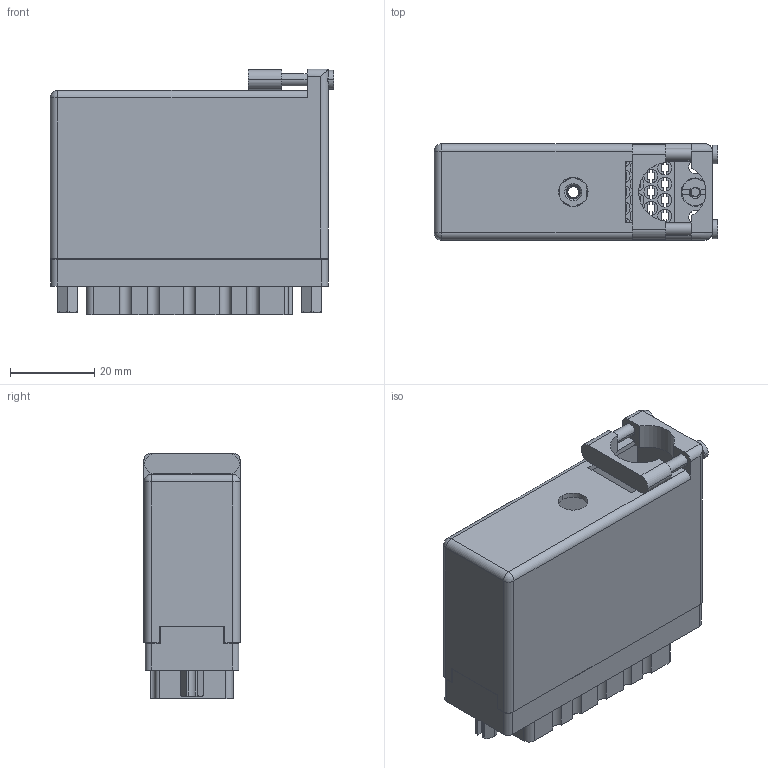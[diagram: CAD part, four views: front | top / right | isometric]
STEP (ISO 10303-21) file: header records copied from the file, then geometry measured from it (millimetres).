
FILE_DESCRIPTION (( 'STEP AP203' ), '1' );
FILE_NAME ('516-056-000-462.STEP', '2020-03-05T20:23:34', ( '' ), ( '' ), 'SwSTEP 2.0', 'SolidWorks 2016', '' );
FILE_SCHEMA (( 'CONFIG_CONTROL_DESIGN' ));
Length unit declared in the file: inch
Products named in the file (7): 516 Part Receptacle_056; 516-252-035-100_516-252-035-100; 516-056-000-462; 516-252-021-102_056; 516-221-038-102_056; 516-221-038-102_057; 516-230-001_Metal - 056 Top Entry
Assembly tree (7 placements, depth 2):
  516-056-000-462
    516 Part Receptacle_056
    516-230-001_Metal - 056 Top Entry
    516-252-021-102_056  x2
    516-221-038-102_056
    516-252-035-100_516-252-035-100
    516-221-038-102_057
Bounding box: 67.31 x 22.83 x 58.34 mm (x, y, z)
Volume: 25235.7 mm3; surface area: 37835.8 mm2
Topology: 7 solids, 7 shells, 1549 faces, 4508 edges, 2986 vertices
Faces by surface type: plane 984, cylinder 485, cone 44, bspline 34, sphere 2
Entity records: 57557 total; most frequent: CARTESIAN_POINT 15904, ORIENTED_EDGE 8824, DIRECTION 8346, EDGE_CURVE 4412, VECTOR 3038, LINE 3038, VERTEX_POINT 2926, AXIS2_PLACEMENT_3D 2654
